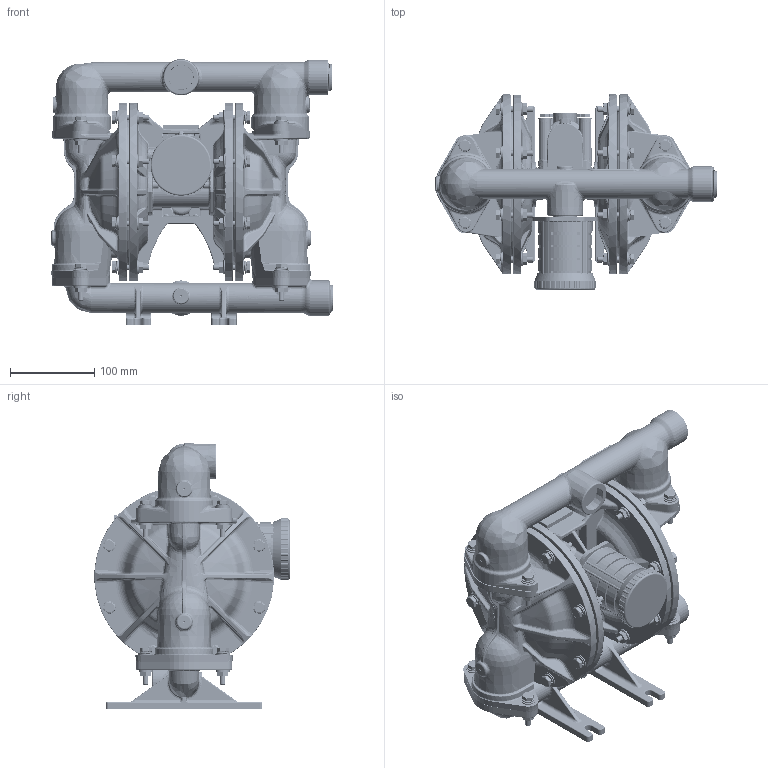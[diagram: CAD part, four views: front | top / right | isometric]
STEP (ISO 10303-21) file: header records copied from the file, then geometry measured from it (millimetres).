
FILE_DESCRIPTION((''),'2;1');
FILE_NAME('A100-XAX','2016-12-14T',('dmcdermott'),(''),'CREO PARAMETRIC BY PTC INC, 2016050','CREO PARAMETRIC BY PTC INC, 2016050','');
FILE_SCHEMA(('CONFIG_CONTROL_DESIGN'));
Products named in the file (1): A100-XAX
Bounding box: 334.21 x 231.86 x 315.22 mm (x, y, z)
Surface area: 663068.1 mm2 (no closed solid volume)
Topology: 0 solids, 272 shells, 7640 faces, 22047 edges, 14533 vertices
Faces by surface type: bspline 2970, cylinder 1644, plane 1524, cone 779, torus 623, sphere 92, extrusion 4, revolution 4
Entity records: 745646 total; most frequent: CARTESIAN_POINT 573738, ORIENTED_EDGE 38242, DIRECTION 29182, EDGE_CURVE 22027, VERTEX_POINT 14533, AXIS2_PLACEMENT_3D 12043, B_SPLINE_CURVE_WITH_KNOTS 9566, EDGE_LOOP 8009
